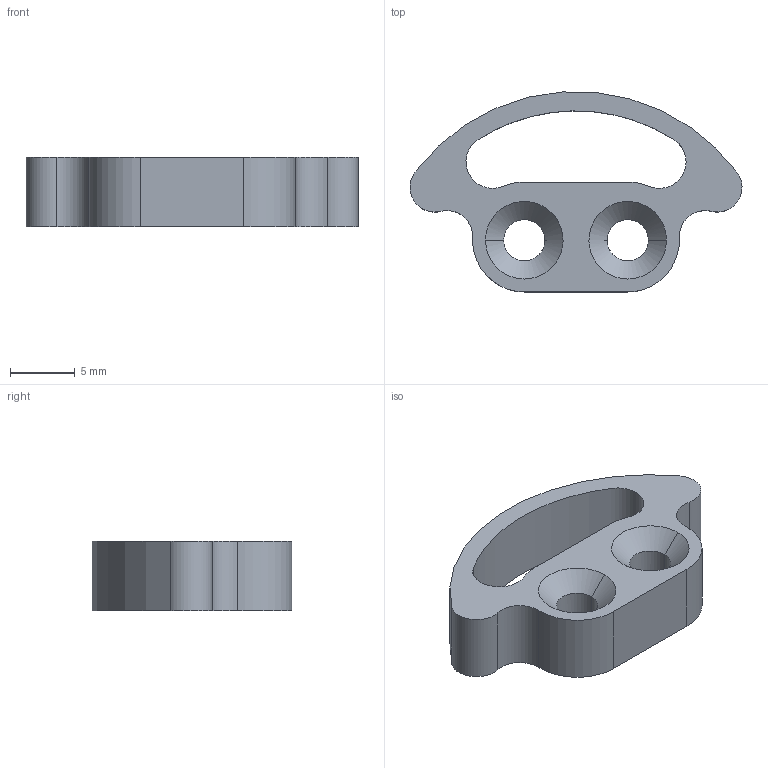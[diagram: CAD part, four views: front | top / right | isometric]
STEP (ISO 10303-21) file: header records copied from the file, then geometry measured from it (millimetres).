
FILE_DESCRIPTION(/* description */ (''),/* implementation_level */ '2;1');
FILE_NAME(/* name */ 'Flexure',/* time_stamp */ '2020-07-23T11:37:22-07:00',/* author */ (''),/* organization */ (''),/* preprocessor_version */ 'ST-DEVELOPER v15',/* originating_system */ '',/* authorisation */ '');
FILE_SCHEMA (('AUTOMOTIVE_DESIGN'));
Length unit declared in the file: millimetre
Products named in the file (1): Document
Bounding box: 25.69 x 15.47 x 5.4 mm (x, y, z)
Volume: 984.1 mm3; surface area: 1040.5 mm2
Topology: 1 solids, 1 shells, 23 faces, 59 edges, 38 vertices
Faces by surface type: bspline 21, plane 2
Entity records: 796 total; most frequent: CARTESIAN_POINT 460, ORIENTED_EDGE 118, EDGE_CURVE 59, VERTEX_POINT 38, EDGE_LOOP 29, ADVANCED_FACE 23, FACE_OUTER_BOUND 23, FACE_BOUND 6
